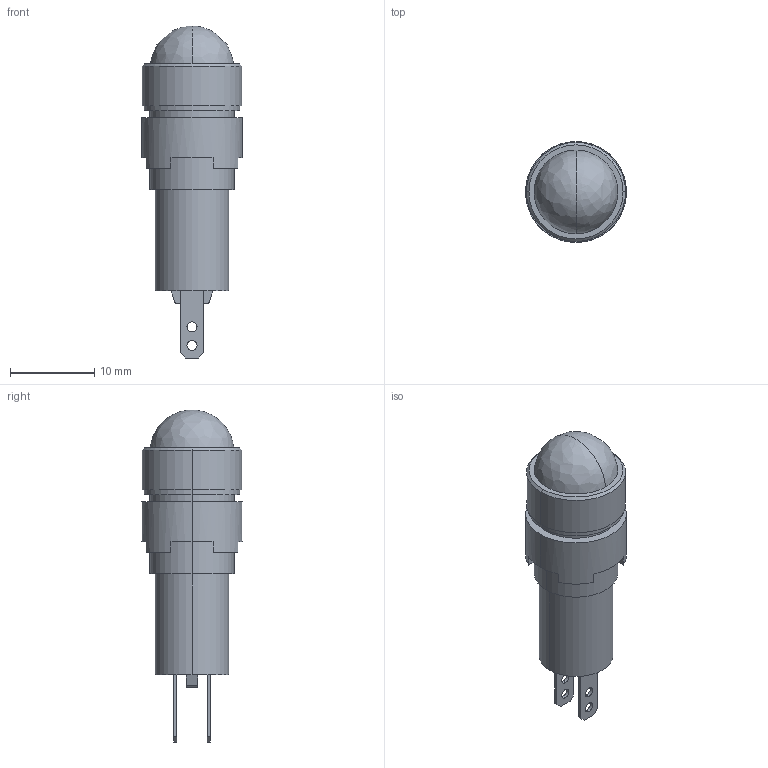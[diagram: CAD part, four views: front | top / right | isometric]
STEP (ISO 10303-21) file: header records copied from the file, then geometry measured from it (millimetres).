
FILE_DESCRIPTION (( 'STEP AP214' ), '1' );
FILE_NAME ('52_AP1M2##$.STEP', '2020-10-27T07:40:17', ( 'IDEC' ), ( 'IDEC' ), 'SwSTEP 2.0', 'SolidWorks 2019', '' );
FILE_SCHEMA (( 'AUTOMOTIVE_DESIGN' ));
Length unit declared in the file: millimetre
Products named in the file (3): AP1M2-BODY; AP1-NUT; 52_AP1M2##$
Assembly tree (2 placements, depth 2):
  52_AP1M2##$
    AP1M2-BODY
    AP1-NUT
Bounding box: 12 x 12 x 39.5 mm (x, y, z)
Volume: 2501.6 mm3; surface area: 1667.3 mm2
Topology: 2 solids, 2 shells, 67 faces, 172 edges, 113 vertices
Faces by surface type: plane 41, cylinder 22, bspline 2, cone 2
Entity records: 2194 total; most frequent: CARTESIAN_POINT 385, DIRECTION 376, ORIENTED_EDGE 340, EDGE_CURVE 170, AXIS2_PLACEMENT_3D 136, VERTEX_POINT 113, LINE 104, VECTOR 104
